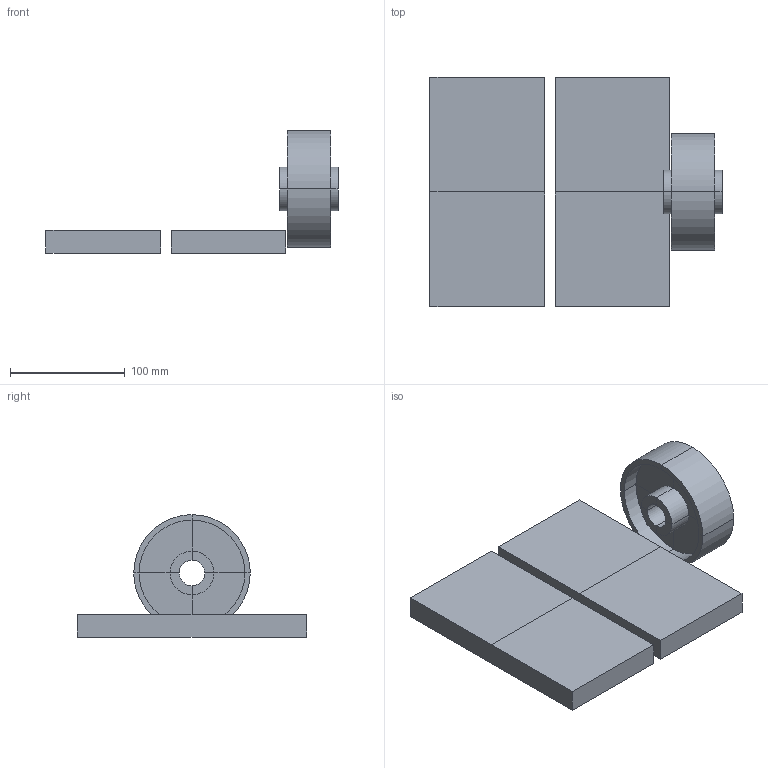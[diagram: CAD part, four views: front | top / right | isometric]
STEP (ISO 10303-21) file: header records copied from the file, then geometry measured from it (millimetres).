
FILE_DESCRIPTION( ( 'STEP Version 203' ), '1' );
FILE_NAME( 'caster_test2.stp', '09/29/16 11:43:45', ( 'jbosnik' ), ( ' ' ), 'PSStep 17.0.49', 'DesignModeler STEP Output', ' ' );
FILE_SCHEMA( ( 'CONFIG_CONTROL_DESIGN' ) );
Length unit declared in the file: metre
Products named in the file (3): 1; 2; 3
Bounding box: 254.45 x 200 x 106.72 mm (x, y, z)
Volume: 945621.1 mm3; surface area: 148287.9 mm2
Topology: 3 solids, 3 shells, 64 faces, 132 edges, 72 vertices
Faces by surface type: bspline 64
Entity records: 1698 total; most frequent: CARTESIAN_POINT 811, ORIENTED_EDGE 264, EDGE_CURVE 132, B_SPLINE_CURVE_WITH_KNOTS 84, VERTEX_POINT 72, ADVANCED_FACE 64, FACE_OUTER_BOUND 64, EDGE_LOOP 64
